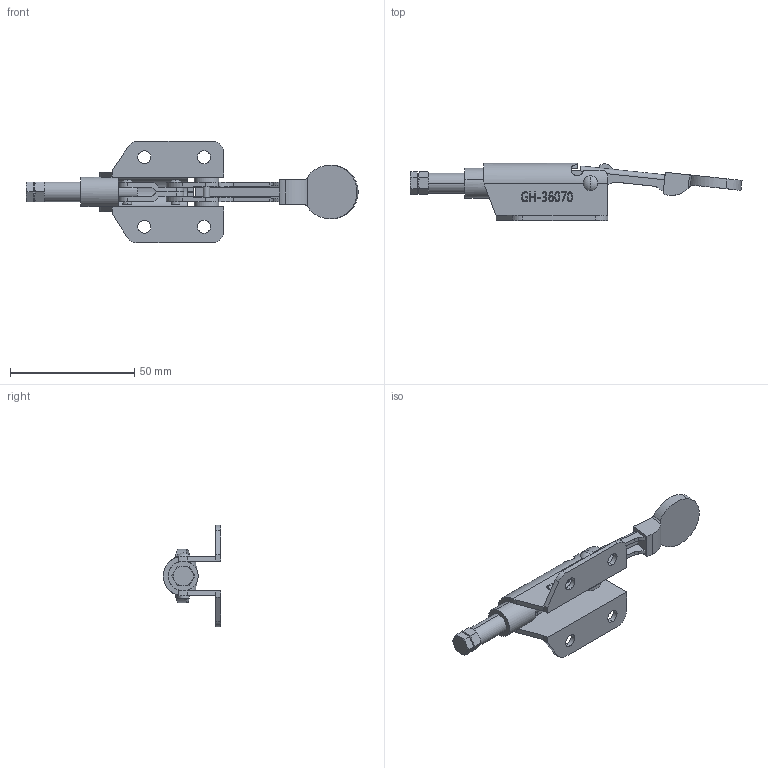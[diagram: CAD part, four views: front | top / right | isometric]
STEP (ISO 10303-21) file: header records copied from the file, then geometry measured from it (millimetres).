
FILE_DESCRIPTION (( 'STEP AP214' ), '1' );
FILE_NAME ('GH-36070(Â²¤Æ).STEP', '2020-07-03T01:52:03', ( 'LinWei' ), ( '' ), 'SwSTEP 2.0', 'SolidWorks 2016', '' );
FILE_SCHEMA (( 'AUTOMOTIVE_DESIGN' ));
Length unit declared in the file: millimetre
Products named in the file (6): 43607033-1^GH-36070(簡化); Group5^GH-36070(簡化); Group3^GH-36070(簡化); Group2^GH-36070(簡化); Group1^GH-36070(簡化); GH-36070(簡化)
Assembly tree (5 placements, depth 2):
  GH-36070(簡化)
    Group1^GH-36070(簡化)
    Group2^GH-36070(簡化)
    Group3^GH-36070(簡化)
    Group5^GH-36070(簡化)
    43607033-1^GH-36070(簡化)
Bounding box: 133.58 x 23 x 41 mm (x, y, z)
Volume: 13656.7 mm3; surface area: 14182.2 mm2
Topology: 4 solids, 6 shells, 331 faces, 847 edges, 547 vertices
Faces by surface type: plane 146, cylinder 103, bspline 50, cone 24, sphere 6, torus 2
Entity records: 13870 total; most frequent: CARTESIAN_POINT 5651, ORIENTED_EDGE 1688, DIRECTION 1441, EDGE_CURVE 845, VERTEX_POINT 547, AXIS2_PLACEMENT_3D 503, LINE 435, VECTOR 435
